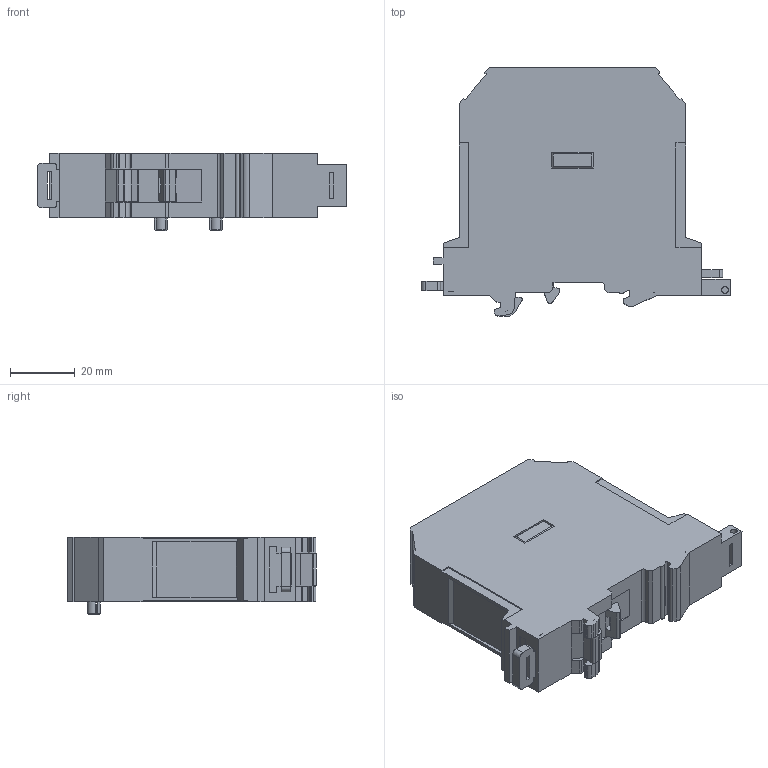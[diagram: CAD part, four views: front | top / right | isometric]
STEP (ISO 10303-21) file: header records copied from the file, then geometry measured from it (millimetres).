
FILE_DESCRIPTION (( 'STEP AP203' ), '1' );
FILE_NAME ('M33101-3B.stp', '2012-12-18T06:31:38', ( 'gurcan' ), ( 'Microsoft' ), 'SwSTEP 2.0', 'SolidWorks 2012', '' );
FILE_SCHEMA (( 'CONFIG_CONTROL_DESIGN' ));
Length unit declared in the file: millimetre
Products named in the file (1): M33101-3B
Bounding box: 95.77 x 76.89 x 24 mm (x, y, z)
Volume: 97735.5 mm3; surface area: 18940.1 mm2
Topology: 1 solids, 7 shells, 362 faces, 961 edges, 633 vertices
Faces by surface type: plane 274, cylinder 68, cone 20
Entity records: 11243 total; most frequent: CARTESIAN_POINT 2030, ORIENTED_EDGE 1922, DIRECTION 1832, EDGE_CURVE 961, LINE 782, VECTOR 782, VERTEX_POINT 633, AXIS2_PLACEMENT_3D 525
